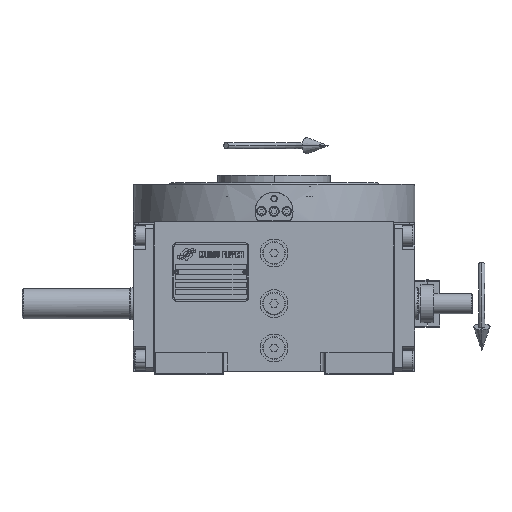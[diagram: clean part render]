
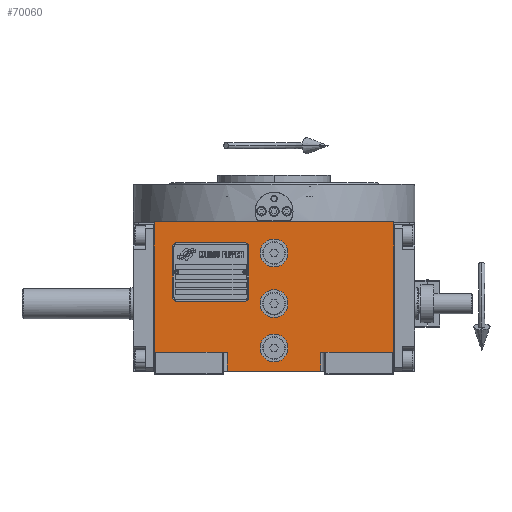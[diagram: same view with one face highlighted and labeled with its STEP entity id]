
A CAD part, top view. The second image highlights one B-rep face of the part: STEP entity #70060.
In plain terms, the highlighted planar face has unit normal (0, 0, 1).
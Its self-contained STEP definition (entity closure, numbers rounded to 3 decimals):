
#498 = EDGE_CURVE ( 'NONE', #15732, #4822, #3596, .T. ) ;
#533 = ORIENTED_EDGE ( 'NONE', *, *, #26816, .F. ) ;
#1474 = EDGE_CURVE ( 'NONE', #54672, #46331, #72606, .T. ) ;
#1614 = LINE ( 'NONE', #6225, #74551 ) ;
#2247 = VERTEX_POINT ( 'NONE', #47995 ) ;
#2497 = CARTESIAN_POINT ( 'NONE',  ( -94.5, -38.5, 163.5 ) ) ;
#2643 = CIRCLE ( 'NONE', #41505, 11. ) ;
#2877 = EDGE_CURVE ( 'NONE', #46331, #54672, #57018, .T. ) ;
#3093 = DIRECTION ( 'NONE',  ( 1., 0., 0. ) ) ;
#3192 = DIRECTION ( 'NONE',  ( 0., 0., 1. ) ) ;
#3596 = LINE ( 'NONE', #26707, #32464 ) ;
#3675 = ORIENTED_EDGE ( 'NONE', *, *, #40502, .F. ) ;
#4822 = VERTEX_POINT ( 'NONE', #69585 ) ;
#5152 = CARTESIAN_POINT ( 'NONE',  ( 0., -35., 163.5 ) ) ;
#5339 = LINE ( 'NONE', #28085, #26705 ) ;
#6043 = DIRECTION ( 'NONE',  ( 0., 0., 1. ) ) ;
#6225 = CARTESIAN_POINT ( 'NONE',  ( -37., -53.5, 163.5 ) ) ;
#6887 = CARTESIAN_POINT ( 'NONE',  ( -37., -38.5, 163.5 ) ) ;
#8446 = VECTOR ( 'NONE', #55771, 1000. ) ;
#8564 = ORIENTED_EDGE ( 'NONE', *, *, #30109, .T. ) ;
#8985 = DIRECTION ( 'NONE',  ( 1., 0., 0. ) ) ;
#9098 = CARTESIAN_POINT ( 'NONE',  ( 11., -35., 163.5 ) ) ;
#9567 = FACE_BOUND ( 'NONE', #62083, .T. ) ;
#9834 = AXIS2_PLACEMENT_3D ( 'NONE', #40802, #17626, #64390 ) ;
#9888 = AXIS2_PLACEMENT_3D ( 'NONE', #65822, #13751, #72253 ) ;
#10485 = DIRECTION ( 'NONE',  ( 0., 0., 1. ) ) ;
#10801 = EDGE_LOOP ( 'NONE', ( #48824, #20991, #50602, #71416, #14769, #21061, #8564, #58463 ) ) ;
#11112 = CARTESIAN_POINT ( 'NONE',  ( -37., -53.5, 163.5 ) ) ;
#12022 = CARTESIAN_POINT ( 'NONE',  ( 37., -38.5, 163.5 ) ) ;
#12631 = ORIENTED_EDGE ( 'NONE', *, *, #1474, .F. ) ;
#12847 = ORIENTED_EDGE ( 'NONE', *, *, #2877, .F. ) ;
#13751 = DIRECTION ( 'NONE',  ( 0., 0., 1. ) ) ;
#14769 = ORIENTED_EDGE ( 'NONE', *, *, #46999, .F. ) ;
#15732 = VERTEX_POINT ( 'NONE', #20911 ) ;
#16445 = EDGE_CURVE ( 'NONE', #2247, #15732, #33288, .T. ) ;
#17626 = DIRECTION ( 'NONE',  ( 0., 0., 1. ) ) ;
#18980 = CARTESIAN_POINT ( 'NONE',  ( -94.5, -38.5, 163.5 ) ) ;
#19159 = VERTEX_POINT ( 'NONE', #59987 ) ;
#20911 = CARTESIAN_POINT ( 'NONE',  ( 94.5, -38.5, 163.5 ) ) ;
#20991 = ORIENTED_EDGE ( 'NONE', *, *, #38216, .F. ) ;
#21061 = ORIENTED_EDGE ( 'NONE', *, *, #55971, .F. ) ;
#22931 = CARTESIAN_POINT ( 'NONE',  ( 11., 40., 163.5 ) ) ;
#23533 = DIRECTION ( 'NONE',  ( 0., 1., 0. ) ) ;
#23781 = EDGE_LOOP ( 'NONE', ( #36613, #3675 ) ) ;
#24192 = AXIS2_PLACEMENT_3D ( 'NONE', #27289, #50521, #73678 ) ;
#24748 = DIRECTION ( 'NONE',  ( 1., 0., 0. ) ) ;
#26696 = DIRECTION ( 'NONE',  ( -1., 0., 0. ) ) ;
#26705 = VECTOR ( 'NONE', #23533, 1000. ) ;
#26707 = CARTESIAN_POINT ( 'NONE',  ( 94.5, -38.5, 163.5 ) ) ;
#26734 = EDGE_LOOP ( 'NONE', ( #12631, #12847 ) ) ;
#26816 = EDGE_CURVE ( 'NONE', #58586, #65214, #28762, .T. ) ;
#27289 = CARTESIAN_POINT ( 'NONE',  ( 0., 0., 163.5 ) ) ;
#27814 = EDGE_CURVE ( 'NONE', #55362, #71262, #70515, .T. ) ;
#28085 = CARTESIAN_POINT ( 'NONE',  ( -94.5, -38.5, 163.5 ) ) ;
#28544 = DIRECTION ( 'NONE',  ( 0., 1., 0. ) ) ;
#28762 = CIRCLE ( 'NONE', #49413, 11. ) ;
#30109 = EDGE_CURVE ( 'NONE', #43089, #48869, #55346, .T. ) ;
#30893 = CARTESIAN_POINT ( 'NONE',  ( -11., 0., 163.5 ) ) ;
#30987 = DIRECTION ( 'NONE',  ( 1., 0., 0. ) ) ;
#32464 = VECTOR ( 'NONE', #44237, 1000. ) ;
#33076 = FACE_OUTER_BOUND ( 'NONE', #10801, .T. ) ;
#33091 = CARTESIAN_POINT ( 'NONE',  ( -11., 40., 163.5 ) ) ;
#33288 = LINE ( 'NONE', #56511, #8446 ) ;
#34880 = DIRECTION ( 'NONE',  ( 1., 0., 0. ) ) ;
#35015 = LINE ( 'NONE', #11112, #57682 ) ;
#35183 = DIRECTION ( 'NONE',  ( 0., -1., 0. ) ) ;
#35493 = VERTEX_POINT ( 'NONE', #39268 ) ;
#36613 = ORIENTED_EDGE ( 'NONE', *, *, #27814, .F. ) ;
#37260 = VECTOR ( 'NONE', #30987, 1000. ) ;
#37751 = CARTESIAN_POINT ( 'NONE',  ( 11., 0., 163.5 ) ) ;
#38216 = EDGE_CURVE ( 'NONE', #2247, #19159, #64096, .T. ) ;
#39268 = CARTESIAN_POINT ( 'NONE',  ( -94.5, 64.5, 163.5 ) ) ;
#40502 = EDGE_CURVE ( 'NONE', #71262, #55362, #2643, .T. ) ;
#40802 = CARTESIAN_POINT ( 'NONE',  ( 0., -35., 163.5 ) ) ;
#41505 = AXIS2_PLACEMENT_3D ( 'NONE', #5152, #10485, #46191 ) ;
#41893 = CARTESIAN_POINT ( 'NONE',  ( -11., -35., 163.5 ) ) ;
#42477 = EDGE_CURVE ( 'NONE', #57134, #19159, #1614, .T. ) ;
#43089 = VERTEX_POINT ( 'NONE', #18980 ) ;
#44237 = DIRECTION ( 'NONE',  ( 0., 1., 0. ) ) ;
#44484 = FACE_BOUND ( 'NONE', #23781, .T. ) ;
#45931 = AXIS2_PLACEMENT_3D ( 'NONE', #74423, #6043, #34880 ) ;
#46191 = DIRECTION ( 'NONE',  ( -1., 0., 0. ) ) ;
#46331 = VERTEX_POINT ( 'NONE', #30893 ) ;
#46999 = EDGE_CURVE ( 'NONE', #35493, #4822, #70563, .T. ) ;
#47366 = AXIS2_PLACEMENT_3D ( 'NONE', #72987, #55559, #3093 ) ;
#47762 = CARTESIAN_POINT ( 'NONE',  ( -94.5, 64.5, 163.5 ) ) ;
#47995 = CARTESIAN_POINT ( 'NONE',  ( 37., -38.5, 163.5 ) ) ;
#48824 = ORIENTED_EDGE ( 'NONE', *, *, #42477, .T. ) ;
#48869 = VERTEX_POINT ( 'NONE', #6887 ) ;
#49413 = AXIS2_PLACEMENT_3D ( 'NONE', #56033, #3192, #26696 ) ;
#50521 = DIRECTION ( 'NONE',  ( 0., 0., 1. ) ) ;
#50602 = ORIENTED_EDGE ( 'NONE', *, *, #16445, .T. ) ;
#54672 = VERTEX_POINT ( 'NONE', #37751 ) ;
#55100 = VECTOR ( 'NONE', #8985, 1000. ) ;
#55346 = LINE ( 'NONE', #2497, #55100 ) ;
#55362 = VERTEX_POINT ( 'NONE', #9098 ) ;
#55559 = DIRECTION ( 'NONE',  ( 0., 0., 1. ) ) ;
#55771 = DIRECTION ( 'NONE',  ( 1., 0., 0. ) ) ;
#55971 = EDGE_CURVE ( 'NONE', #43089, #35493, #5339, .T. ) ;
#56033 = CARTESIAN_POINT ( 'NONE',  ( 0., 40., 163.5 ) ) ;
#56511 = CARTESIAN_POINT ( 'NONE',  ( 37., -38.5, 163.5 ) ) ;
#57018 = CIRCLE ( 'NONE', #24192, 11. ) ;
#57134 = VERTEX_POINT ( 'NONE', #59015 ) ;
#57184 = CIRCLE ( 'NONE', #9888, 11. ) ;
#57682 = VECTOR ( 'NONE', #28544, 1000. ) ;
#58463 = ORIENTED_EDGE ( 'NONE', *, *, #62603, .F. ) ;
#58586 = VERTEX_POINT ( 'NONE', #33091 ) ;
#59015 = CARTESIAN_POINT ( 'NONE',  ( -37., -53.5, 163.5 ) ) ;
#59987 = CARTESIAN_POINT ( 'NONE',  ( 37., -53.5, 163.5 ) ) ;
#61616 = FACE_BOUND ( 'NONE', #26734, .T. ) ;
#62083 = EDGE_LOOP ( 'NONE', ( #63172, #533 ) ) ;
#62603 = EDGE_CURVE ( 'NONE', #57134, #48869, #35015, .T. ) ;
#63172 = ORIENTED_EDGE ( 'NONE', *, *, #71131, .F. ) ;
#64096 = LINE ( 'NONE', #12022, #66733 ) ;
#64390 = DIRECTION ( 'NONE',  ( 1., 0., 0. ) ) ;
#65214 = VERTEX_POINT ( 'NONE', #22931 ) ;
#65822 = CARTESIAN_POINT ( 'NONE',  ( 0., 40., 163.5 ) ) ;
#66733 = VECTOR ( 'NONE', #35183, 1000. ) ;
#68058 = PLANE ( 'NONE',  #47366 ) ;
#69585 = CARTESIAN_POINT ( 'NONE',  ( 94.5, 64.5, 163.5 ) ) ;
#70060 = ADVANCED_FACE ( 'NONE', ( #61616, #44484, #9567, #33076 ), #68058, .T. ) ;
#70515 = CIRCLE ( 'NONE', #9834, 11. ) ;
#70563 = LINE ( 'NONE', #47762, #37260 ) ;
#71131 = EDGE_CURVE ( 'NONE', #65214, #58586, #57184, .T. ) ;
#71262 = VERTEX_POINT ( 'NONE', #41893 ) ;
#71416 = ORIENTED_EDGE ( 'NONE', *, *, #498, .T. ) ;
#72253 = DIRECTION ( 'NONE',  ( 1., 0., 0. ) ) ;
#72606 = CIRCLE ( 'NONE', #45931, 11. ) ;
#72987 = CARTESIAN_POINT ( 'NONE',  ( -94.5, -53.5, 163.5 ) ) ;
#73678 = DIRECTION ( 'NONE',  ( -1., 0., 0. ) ) ;
#74423 = CARTESIAN_POINT ( 'NONE',  ( 0., 0., 163.5 ) ) ;
#74551 = VECTOR ( 'NONE', #24748, 1000. ) ;
